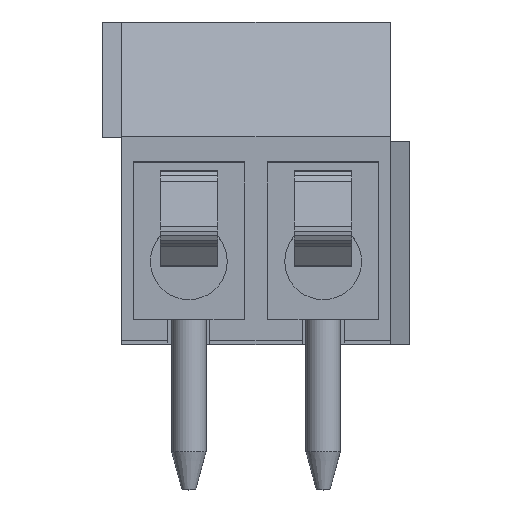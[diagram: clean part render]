
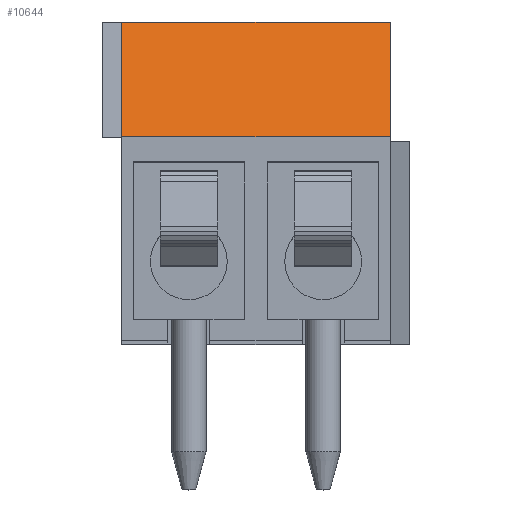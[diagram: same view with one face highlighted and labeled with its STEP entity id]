
A CAD part, top view. The second image highlights one B-rep face of the part: STEP entity #10644.
In plain terms, the highlighted planar face has unit normal (0, 0.317, 0.949).
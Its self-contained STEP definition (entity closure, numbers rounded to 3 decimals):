
#6350 = PLANE('',#6351);
#6351 = AXIS2_PLACEMENT_3D('',#6352,#6353,#6354);
#6352 = CARTESIAN_POINT('',(-3.5,4.074,3.366));
#6353 = DIRECTION('',(1.,0.,0.));
#6354 = DIRECTION('',(0.,0.,-1.));
#6725 = PLANE('',#6726);
#6726 = AXIS2_PLACEMENT_3D('',#6727,#6728,#6729);
#6727 = CARTESIAN_POINT('',(3.5,4.074,3.366));
#6728 = DIRECTION('',(1.,0.,0.));
#6729 = DIRECTION('',(0.,0.,-1.));
#7058 = PLANE('',#7059);
#7059 = AXIS2_PLACEMENT_3D('',#7060,#7061,#7062);
#7060 = CARTESIAN_POINT('',(-3.5,8.396,3.));
#7061 = DIRECTION('',(0.,1.,0.));
#7062 = DIRECTION('',(0.,0.,1.));
#7118 = PLANE('',#7119);
#7119 = AXIS2_PLACEMENT_3D('',#7120,#7121,#7122);
#7120 = CARTESIAN_POINT('',(-3.5,2.748,7.));
#7121 = DIRECTION('',(0.,0.,1.));
#7122 = DIRECTION('',(0.,-1.,0.));
#8049 = VERTEX_POINT('',#8050);
#8050 = CARTESIAN_POINT('',(3.5,5.4,7.));
#8071 = EDGE_CURVE('',#8072,#8049,#8074,.T.);
#8072 = VERTEX_POINT('',#8073);
#8073 = CARTESIAN_POINT('',(-3.5,5.4,7.));
#8074 = SURFACE_CURVE('',#8075,(#8079,#8086),.PCURVE_S1.);
#8075 = LINE('',#8076,#8077);
#8076 = CARTESIAN_POINT('',(-3.5,5.4,7.));
#8077 = VECTOR('',#8078,1.);
#8078 = DIRECTION('',(1.,0.,0.));
#8079 = PCURVE('',#7118,#8080);
#8080 = DEFINITIONAL_REPRESENTATION('',(#8081),#8085);
#8081 = LINE('',#8082,#8083);
#8082 = CARTESIAN_POINT('',(-2.652,0.));
#8083 = VECTOR('',#8084,1.);
#8084 = DIRECTION('',(0.,1.));
#8085 = ( GEOMETRIC_REPRESENTATION_CONTEXT(2) 
PARAMETRIC_REPRESENTATION_CONTEXT() REPRESENTATION_CONTEXT('2D SPACE',''
  ) );
#8086 = PCURVE('',#8087,#8092);
#8087 = PLANE('',#8088);
#8088 = AXIS2_PLACEMENT_3D('',#8089,#8090,#8091);
#8089 = CARTESIAN_POINT('',(-3.5,6.898,6.5));
#8090 = DIRECTION('',(0.,0.317,0.948)
  );
#8091 = DIRECTION('',(0.,-0.948,0.317
    ));
#8092 = DEFINITIONAL_REPRESENTATION('',(#8093),#8097);
#8093 = LINE('',#8094,#8095);
#8094 = CARTESIAN_POINT('',(1.579,0.));
#8095 = VECTOR('',#8096,1.);
#8096 = DIRECTION('',(0.,1.));
#8097 = ( GEOMETRIC_REPRESENTATION_CONTEXT(2) 
PARAMETRIC_REPRESENTATION_CONTEXT() REPRESENTATION_CONTEXT('2D SPACE',''
  ) );
#9847 = VERTEX_POINT('',#9848);
#9848 = CARTESIAN_POINT('',(3.5,8.396,5.999));
#9869 = EDGE_CURVE('',#8049,#9847,#9870,.T.);
#9870 = SURFACE_CURVE('',#9871,(#9875,#9882),.PCURVE_S1.);
#9871 = LINE('',#9872,#9873);
#9872 = CARTESIAN_POINT('',(3.5,5.4,7.));
#9873 = VECTOR('',#9874,1.);
#9874 = DIRECTION('',(0.,0.948,-0.317)
  );
#9875 = PCURVE('',#6725,#9876);
#9876 = DEFINITIONAL_REPRESENTATION('',(#9877),#9881);
#9877 = LINE('',#9878,#9879);
#9878 = CARTESIAN_POINT('',(-3.634,1.326));
#9879 = VECTOR('',#9880,1.);
#9880 = DIRECTION('',(0.317,0.948));
#9881 = ( GEOMETRIC_REPRESENTATION_CONTEXT(2) 
PARAMETRIC_REPRESENTATION_CONTEXT() REPRESENTATION_CONTEXT('2D SPACE',''
  ) );
#9882 = PCURVE('',#8087,#9883);
#9883 = DEFINITIONAL_REPRESENTATION('',(#9884),#9888);
#9884 = LINE('',#9885,#9886);
#9885 = CARTESIAN_POINT('',(1.579,7.));
#9886 = VECTOR('',#9887,1.);
#9887 = DIRECTION('',(-1.,0.));
#9888 = ( GEOMETRIC_REPRESENTATION_CONTEXT(2) 
PARAMETRIC_REPRESENTATION_CONTEXT() REPRESENTATION_CONTEXT('2D SPACE',''
  ) );
#10047 = VERTEX_POINT('',#10048);
#10048 = CARTESIAN_POINT('',(-3.5,8.396,5.999));
#10069 = EDGE_CURVE('',#10047,#9847,#10070,.T.);
#10070 = SURFACE_CURVE('',#10071,(#10075,#10082),.PCURVE_S1.);
#10071 = LINE('',#10072,#10073);
#10072 = CARTESIAN_POINT('',(-3.5,8.396,5.999));
#10073 = VECTOR('',#10074,1.);
#10074 = DIRECTION('',(1.,0.,0.));
#10075 = PCURVE('',#7058,#10076);
#10076 = DEFINITIONAL_REPRESENTATION('',(#10077),#10081);
#10077 = LINE('',#10078,#10079);
#10078 = CARTESIAN_POINT('',(3.,0.));
#10079 = VECTOR('',#10080,1.);
#10080 = DIRECTION('',(0.,1.));
#10081 = ( GEOMETRIC_REPRESENTATION_CONTEXT(2) 
PARAMETRIC_REPRESENTATION_CONTEXT() REPRESENTATION_CONTEXT('2D SPACE',''
  ) );
#10082 = PCURVE('',#8087,#10083);
#10083 = DEFINITIONAL_REPRESENTATION('',(#10084),#10088);
#10084 = LINE('',#10085,#10086);
#10085 = CARTESIAN_POINT('',(-1.579,0.));
#10086 = VECTOR('',#10087,1.);
#10087 = DIRECTION('',(0.,1.));
#10088 = ( GEOMETRIC_REPRESENTATION_CONTEXT(2) 
PARAMETRIC_REPRESENTATION_CONTEXT() REPRESENTATION_CONTEXT('2D SPACE',''
  ) );
#10560 = EDGE_CURVE('',#8072,#10047,#10561,.T.);
#10561 = SURFACE_CURVE('',#10562,(#10566,#10573),.PCURVE_S1.);
#10562 = LINE('',#10563,#10564);
#10563 = CARTESIAN_POINT('',(-3.5,5.4,7.));
#10564 = VECTOR('',#10565,1.);
#10565 = DIRECTION('',(0.,0.948,-0.317
    ));
#10566 = PCURVE('',#6350,#10567);
#10567 = DEFINITIONAL_REPRESENTATION('',(#10568),#10572);
#10568 = LINE('',#10569,#10570);
#10569 = CARTESIAN_POINT('',(-3.634,1.326));
#10570 = VECTOR('',#10571,1.);
#10571 = DIRECTION('',(0.317,0.948));
#10572 = ( GEOMETRIC_REPRESENTATION_CONTEXT(2) 
PARAMETRIC_REPRESENTATION_CONTEXT() REPRESENTATION_CONTEXT('2D SPACE',''
  ) );
#10573 = PCURVE('',#8087,#10574);
#10574 = DEFINITIONAL_REPRESENTATION('',(#10575),#10579);
#10575 = LINE('',#10576,#10577);
#10576 = CARTESIAN_POINT('',(1.579,0.));
#10577 = VECTOR('',#10578,1.);
#10578 = DIRECTION('',(-1.,0.));
#10579 = ( GEOMETRIC_REPRESENTATION_CONTEXT(2) 
PARAMETRIC_REPRESENTATION_CONTEXT() REPRESENTATION_CONTEXT('2D SPACE',''
  ) );
#10644 = ADVANCED_FACE('',(#10645),#8087,.T.);
#10645 = FACE_BOUND('',#10646,.T.);
#10646 = EDGE_LOOP('',(#10647,#10648,#10649,#10650));
#10647 = ORIENTED_EDGE('',*,*,#9869,.T.);
#10648 = ORIENTED_EDGE('',*,*,#10069,.F.);
#10649 = ORIENTED_EDGE('',*,*,#10560,.F.);
#10650 = ORIENTED_EDGE('',*,*,#8071,.T.);
